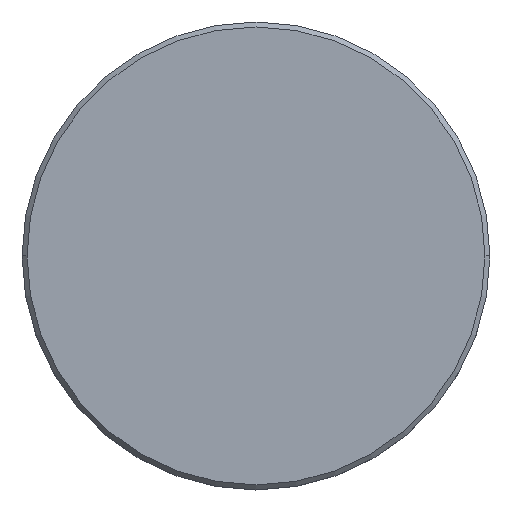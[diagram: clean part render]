
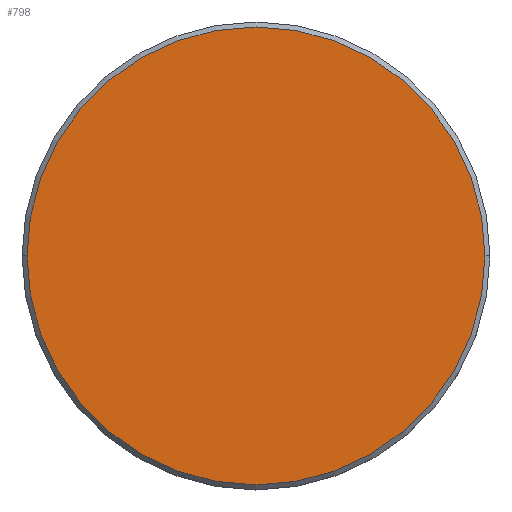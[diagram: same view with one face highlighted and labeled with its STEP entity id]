
A CAD part, top view. The second image highlights one B-rep face of the part: STEP entity #798.
In plain terms, the highlighted planar face has unit normal (0, 0, 1).
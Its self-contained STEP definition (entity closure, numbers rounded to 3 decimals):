
#69 = VERTEX_POINT ( 'NONE', #840 ) ;
#141 = EDGE_CURVE ( 'NONE', #746, #69, #1155, .T. ) ;
#166 = DIRECTION ( 'NONE',  ( 1., 0., 0. ) ) ;
#178 = DIRECTION ( 'NONE',  ( 0., 0., 1. ) ) ;
#204 = DIRECTION ( 'NONE',  ( 1., 0., 0. ) ) ;
#263 = AXIS2_PLACEMENT_3D ( 'NONE', #1022, #178, #204 ) ;
#344 = AXIS2_PLACEMENT_3D ( 'NONE', #757, #496, #934 ) ;
#355 = PLANE ( 'NONE',  #820 ) ;
#362 = EDGE_LOOP ( 'NONE', ( #826, #935 ) ) ;
#418 = CIRCLE ( 'NONE', #263, 23. ) ;
#422 = FACE_OUTER_BOUND ( 'NONE', #362, .T. ) ;
#426 = EDGE_CURVE ( 'NONE', #69, #746, #418, .T. ) ;
#496 = DIRECTION ( 'NONE',  ( 0., 0., 1. ) ) ;
#713 = CARTESIAN_POINT ( 'NONE',  ( 0., 0., 0. ) ) ;
#746 = VERTEX_POINT ( 'NONE', #877 ) ;
#757 = CARTESIAN_POINT ( 'NONE',  ( 0., 0., 0. ) ) ;
#798 = ADVANCED_FACE ( 'NONE', ( #422 ), #355, .T. ) ;
#820 = AXIS2_PLACEMENT_3D ( 'NONE', #713, #980, #166 ) ;
#826 = ORIENTED_EDGE ( 'NONE', *, *, #141, .T. ) ;
#840 = CARTESIAN_POINT ( 'NONE',  ( 23., 0., 0. ) ) ;
#877 = CARTESIAN_POINT ( 'NONE',  ( -23., 0., 0. ) ) ;
#934 = DIRECTION ( 'NONE',  ( 1., 0., 0. ) ) ;
#935 = ORIENTED_EDGE ( 'NONE', *, *, #426, .T. ) ;
#980 = DIRECTION ( 'NONE',  ( 0., 0., 1. ) ) ;
#1022 = CARTESIAN_POINT ( 'NONE',  ( 0., 0., 0. ) ) ;
#1155 = CIRCLE ( 'NONE', #344, 23. ) ;
